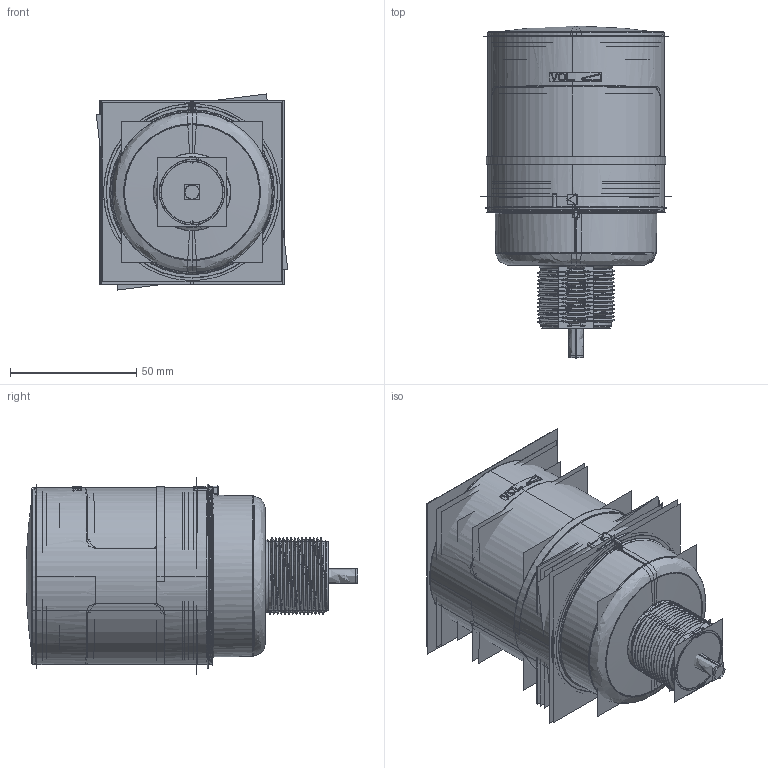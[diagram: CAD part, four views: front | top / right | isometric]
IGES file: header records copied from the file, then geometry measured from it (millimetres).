
Start section:  PTC IGES file: 191347.igs
Global section: file name: 191347.igs; native system: Creo Parametric by Parametric Technology Corporation; preprocessor: 2013230; author: pdmadmin; organization: Unknown; date: 20160224.161152; units: millimetre
Bounding box: 75.82 x 131.31 x 77.54 mm (x, y, z)
Volume: 113414 mm3; surface area: 585811.8 mm2
Topology: 5 solids, 6 shells, 1928 faces, 9601 edges, 12078 vertices
Faces by surface type: revolution 1020, bspline 864, extrusion 44
